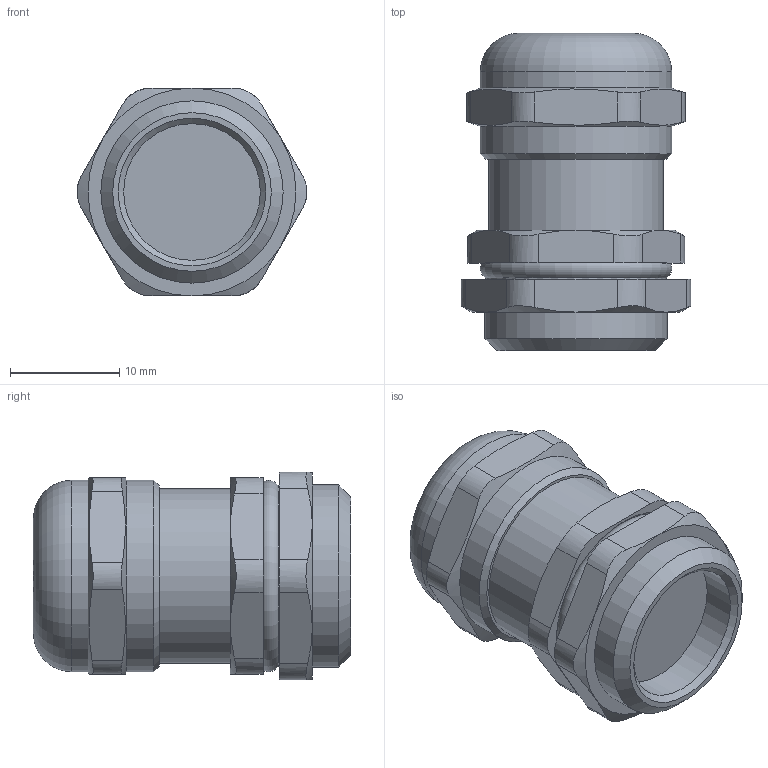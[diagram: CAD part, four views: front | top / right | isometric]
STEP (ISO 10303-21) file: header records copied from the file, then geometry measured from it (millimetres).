
FILE_DESCRIPTION(/* description */ ('ГОФРОМАТИК G 3(8 (3-6.5 мм)'),/* implementation_level */ '2;1');
FILE_NAME(/* name */ '',/* time_stamp */ '2025-01-23T11:47:44+07:00',/* author */ ('zeta-86'),/* organization */ (''),/* preprocessor_version */ 'ST-DEVELOPER v19.2',/* originating_system */ 'Autodesk Inventor 2024',/* authorisation */ '');
FILE_SCHEMA (('AUTOMOTIVE_DESIGN { 1 0 10303 214 3 1 1 }'));
Length unit declared in the file: millimetre
Products named in the file (1): ГОФРОМАТИК G 3(8 
(3-6.5 мм)
Bounding box: 21.01 x 29 x 19 mm (x, y, z)
Volume: 6424.1 mm3; surface area: 2522.3 mm2
Topology: 1 solids, 1 shells, 73 faces, 177 edges, 113 vertices
Faces by surface type: plane 27, cylinder 25, cone 18, torus 3
Full cylindrical faces by diameter (mm): 12.5 x1, 16 x1, 16.5 x2, 16.662 x1, 17.5 x2
Entity records: 2443 total; most frequent: CARTESIAN_POINT 702, ORIENTED_EDGE 354, DIRECTION 317, EDGE_CURVE 177, AXIS2_PLACEMENT_3D 128, VERTEX_POINT 113, EDGE_LOOP 80, FACE_OUTER_BOUND 73
